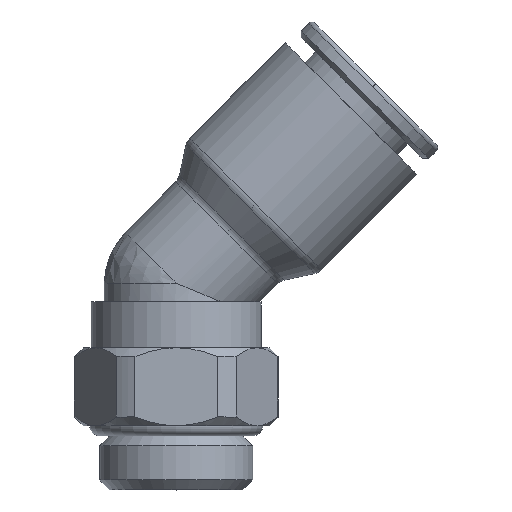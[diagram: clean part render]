
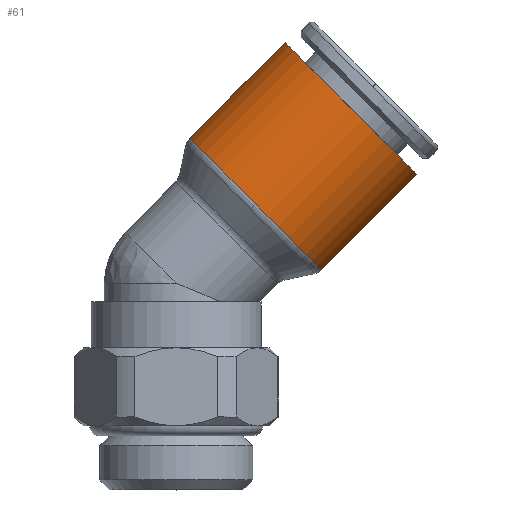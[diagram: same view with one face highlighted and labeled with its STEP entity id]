
A CAD part, top view. The second image highlights one B-rep face of the part: STEP entity #61.
In plain terms, the highlighted cylindrical face has radius 8 mm (diameter 16 mm), a partial arc.
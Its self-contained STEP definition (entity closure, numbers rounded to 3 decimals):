
#61=ADVANCED_FACE('',(#158),#159,.T.);
#158=FACE_OUTER_BOUND('',#328,.T.);
#159=CYLINDRICAL_SURFACE('',#329,8.0);
#328=EDGE_LOOP('',(#574,#575,#576,#577,#578));
#329=AXIS2_PLACEMENT_3D('',#579,#580,#581);
#574=ORIENTED_EDGE('',*,*,#1139,.F.);
#575=ORIENTED_EDGE('',*,*,#1140,.T.);
#576=ORIENTED_EDGE('',*,*,#1141,.T.);
#577=ORIENTED_EDGE('',*,*,#1142,.F.);
#578=ORIENTED_EDGE('',*,*,#1143,.F.);
#579=CARTESIAN_POINT('',(10.918,23.168,0.0));
#580=DIRECTION('',(0.707,0.707,0.0));
#581=DIRECTION('',(-0.707,0.707,0.0));
#1139=EDGE_CURVE('',#1370,#1371,#1372,.T.);
#1140=EDGE_CURVE('',#1370,#1373,#1374,.T.);
#1141=EDGE_CURVE('',#1373,#1375,#1376,.T.);
#1142=EDGE_CURVE('',#1377,#1375,#1378,.T.);
#1143=EDGE_CURVE('',#1371,#1377,#1379,.T.);
#1370=VERTEX_POINT('',#1759);
#1371=VERTEX_POINT('',#1760);
#1372=LINE('',#1761,#1762);
#1373=VERTEX_POINT('',#1763);
#1374=CIRCLE('',#1764,8.0);
#1375=VERTEX_POINT('',#1765);
#1376=CIRCLE('',#1766,8.0);
#1377=VERTEX_POINT('',#1767);
#1378=LINE('',#1768,#1769);
#1379=CIRCLE('',#1770,8.0);
#1759=CARTESIAN_POINT('',(1.16,24.723,0.0));
#1760=CARTESIAN_POINT('',(9.362,32.926,0.0));
#1761=CARTESIAN_POINT('',(5.261,28.825,0.));
#1762=VECTOR('',#2324,1.0);
#1763=CARTESIAN_POINT('',(6.817,19.067,8.0));
#1764=AXIS2_PLACEMENT_3D('',#2325,#2326,#2327);
#1765=CARTESIAN_POINT('',(12.473,13.41,0.));
#1766=AXIS2_PLACEMENT_3D('',#2328,#2329,#2330);
#1767=CARTESIAN_POINT('',(20.676,21.612,0.));
#1768=CARTESIAN_POINT('',(16.575,17.511,0.));
#1769=VECTOR('',#2331,1.0);
#1770=AXIS2_PLACEMENT_3D('',#2332,#2333,#2334);
#2324=DIRECTION('',(0.707,0.707,0.0));
#2325=CARTESIAN_POINT('',(6.817,19.067,0.0));
#2326=DIRECTION('',(0.707,0.707,0.0));
#2327=DIRECTION('',(-0.707,0.707,0.0));
#2328=CARTESIAN_POINT('',(6.817,19.067,0.0));
#2329=DIRECTION('',(0.707,0.707,0.0));
#2330=DIRECTION('',(-0.707,0.707,0.0));
#2331=DIRECTION('',(-0.707,-0.707,-0.0));
#2332=CARTESIAN_POINT('',(15.019,27.269,0.0));
#2333=DIRECTION('',(0.707,0.707,0.0));
#2334=DIRECTION('',(-0.707,0.707,0.0));
